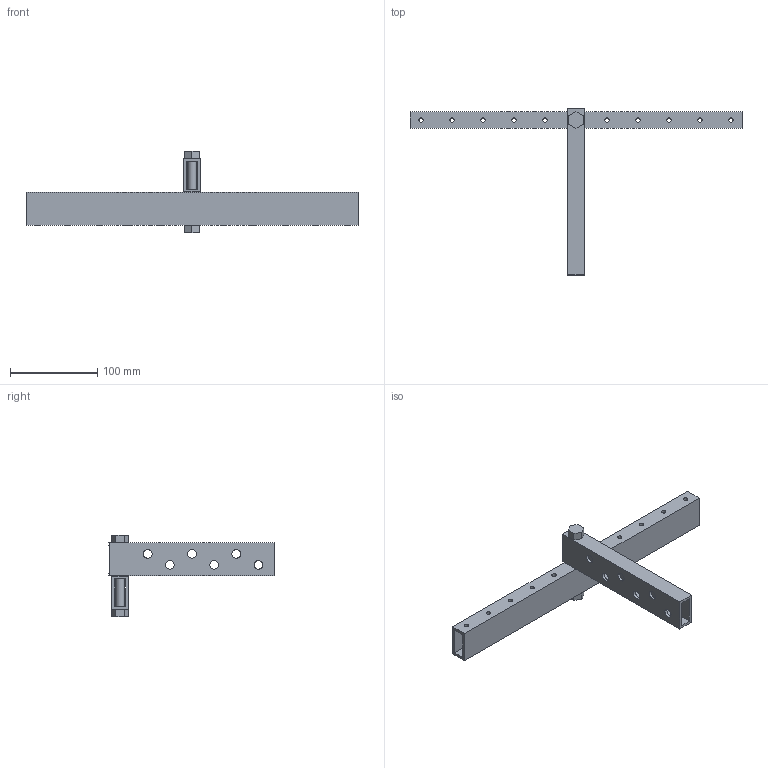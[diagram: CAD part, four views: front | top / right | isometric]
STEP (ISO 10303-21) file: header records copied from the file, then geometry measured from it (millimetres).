
FILE_DESCRIPTION(/* description */ (''),/* implementation_level */ '2;1');
FILE_NAME(/* name */ 'hinge asembaly (new).stp',/* time_stamp */ '2025-01-08T16:46:57-08:00',/* author */ ('5013908'),/* organization */ (''),/* preprocessor_version */ 'ST-DEVELOPER v20',/* originating_system */ 'Autodesk Inventor 2025',/* authorisation */ '');
FILE_SCHEMA (('AUTOMOTIVE_DESIGN { 1 0 10303 214 3 1 1 }'));
Length unit declared in the file: inch
Products named in the file (4): hinge asembaly (new); hinge base; hing rod; hinge aray side
Assembly tree (3 placements, depth 2):
  hinge asembaly (new)
    hinge base
    hing rod
    hinge aray side
Bounding box: 381 x 190.5 x 94.04 mm (x, y, z)
Volume: 189276.5 mm3; surface area: 120904 mm2
Topology: 3 solids, 3 shells, 73 faces, 195 edges, 130 vertices
Faces by surface type: cylinder 37, plane 36
Full cylindrical faces by diameter (mm): 5 x20, 10 x17
Entity records: 2602 total; most frequent: DIRECTION 429, CARTESIAN_POINT 405, ORIENTED_EDGE 390, EDGE_CURVE 195, AXIS2_PLACEMENT_3D 154, EDGE_LOOP 151, VERTEX_POINT 130, LINE 121
